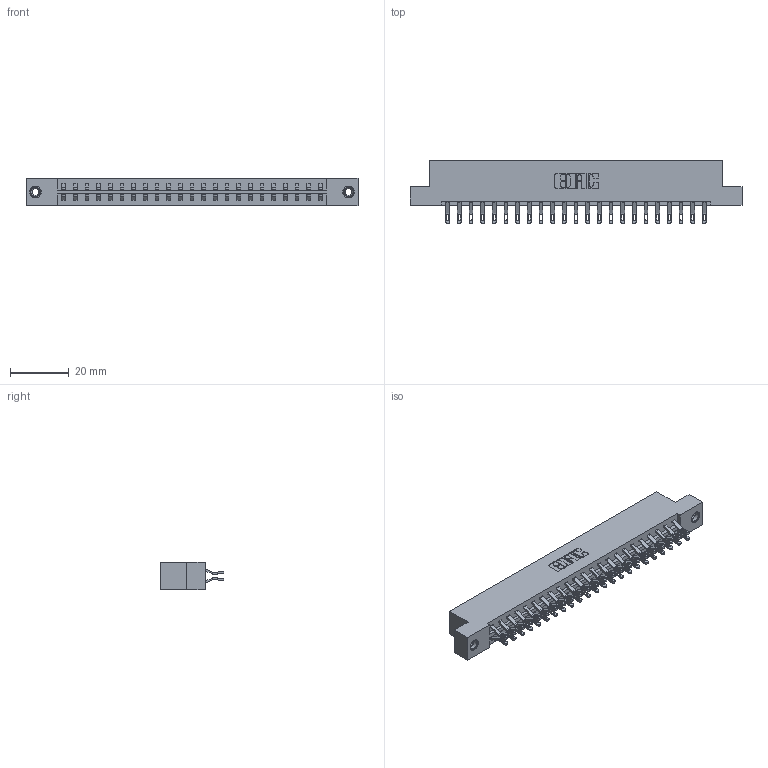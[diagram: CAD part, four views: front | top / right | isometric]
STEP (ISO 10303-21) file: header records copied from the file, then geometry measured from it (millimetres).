
FILE_DESCRIPTION (( 'STEP AP203' ), '1' );
FILE_NAME ('833-046-555-208.STEP', '2020-06-04T14:45:58', ( '' ), ( '' ), 'SwSTEP 2.0', 'SolidWorks 2020', '' );
FILE_SCHEMA (( 'CONFIG_CONTROL_DESIGN' ));
Length unit declared in the file: inch
Products named in the file (4): 345-250-001_345-250-003-102; 833-046-555-208; 345-292-001_555 Tail; 833 Part_Flush - .156 Dia - TI
Assembly tree (49 placements, depth 2):
  833-046-555-208
    833 Part_Flush - .156 Dia - TI
    345-292-001_555 Tail  x46
    345-250-001_345-250-003-102  x2
Bounding box: 112.67 x 21.47 x 9.4 mm (x, y, z)
Volume: 11452.6 mm3; surface area: 13856.4 mm2
Topology: 49 solids, 49 shells, 2842 faces, 8865 edges, 5902 vertices
Faces by surface type: plane 1666, cylinder 1160, cone 12, torus 4
Entity records: 18766 total; most frequent: CARTESIAN_POINT 3151, ORIENTED_EDGE 3050, DIRECTION 2727, EDGE_CURVE 1525, VECTOR 1357, LINE 1357, VERTEX_POINT 1012, AXIS2_PLACEMENT_3D 685
